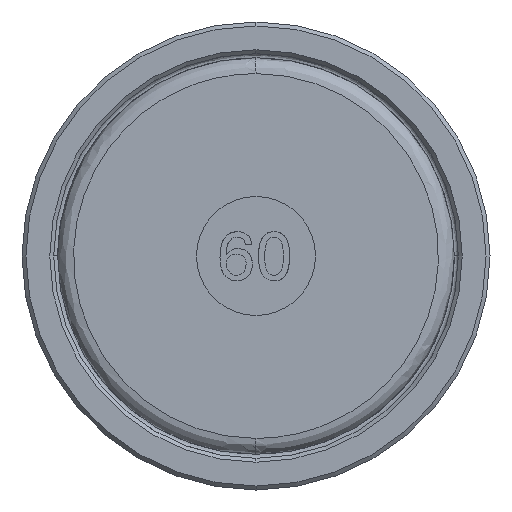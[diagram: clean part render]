
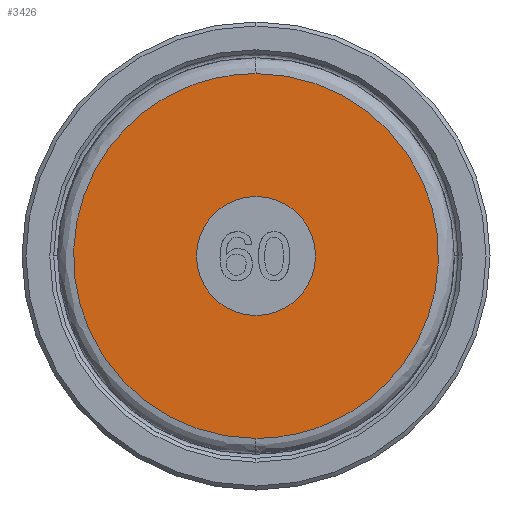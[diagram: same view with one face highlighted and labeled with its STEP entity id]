
A CAD part, front view. The second image highlights one B-rep face of the part: STEP entity #3426.
In plain terms, the highlighted planar face has unit normal (0, -1, 0).
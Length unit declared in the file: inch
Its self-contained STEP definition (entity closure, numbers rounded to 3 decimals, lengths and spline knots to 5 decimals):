
#162 = CARTESIAN_POINT ( 'NONE',  ( 1.62311, 0.32126, 1.71118 ) ) ;
#434 = EDGE_CURVE ( 'NONE', #4899, #6872, #5346, .T. ) ;
#961 = CARTESIAN_POINT ( 'NONE',  ( 1.62311, 0.32126, 0.80567 ) ) ;
#1020 = EDGE_CURVE ( 'NONE', #2803, #6563, #3496, .T. ) ;
#1081 = CARTESIAN_POINT ( 'NONE',  ( 1.62311, 0.32126, 2.61669 ) ) ;
#1128 = DIRECTION ( 'NONE',  ( 0., 1., 0. ) ) ;
#1620 = CARTESIAN_POINT ( 'NONE',  ( 1.62311, 0.32126, 2.61669 ) ) ;
#1672 = DIRECTION ( 'NONE',  ( 0., 0., -1. ) ) ;
#2001 = CARTESIAN_POINT ( 'NONE',  ( 1.62311, 0.32126, 2.00646 ) ) ;
#2292 = PLANE ( 'NONE',  #6145 ) ;
#2401 = CARTESIAN_POINT ( 'NONE',  ( 1.62311, 0.32126, 1.41591 ) ) ;
#2495 = ORIENTED_EDGE ( 'NONE', *, *, #7718, .F. ) ;
#2703 = ORIENTED_EDGE ( 'NONE', *, *, #434, .T. ) ;
#2729 = FACE_BOUND ( 'NONE', #5000, .T. ) ;
#2803 = VERTEX_POINT ( 'NONE', #7529 ) ;
#2945 = CARTESIAN_POINT ( 'NONE',  ( 1.62311, 0.32126, 0.80567 ) ) ;
#3426 = ADVANCED_FACE ( 'NONE', ( #2729, #4413 ), #2292, .T. ) ;
#3496 =( BOUNDED_CURVE ( )  B_SPLINE_CURVE ( 3, ( #961, #5392, #5422, #1620 ),
 .UNSPECIFIED., .F., .F. ) 
 B_SPLINE_CURVE_WITH_KNOTS ( ( 4, 4 ),
 ( 0., 1. ),
 .UNSPECIFIED. ) 
 CURVE ( )  GEOMETRIC_REPRESENTATION_ITEM ( )  RATIONAL_B_SPLINE_CURVE ( ( 1., 0.333, 0.333, 1. ) ) 
 REPRESENTATION_ITEM ( '' )  );
#3599 = ORIENTED_EDGE ( 'NONE', *, *, #1020, .F. ) ;
#3842 = ORIENTED_EDGE ( 'NONE', *, *, #7886, .T. ) ;
#3977 = DIRECTION ( 'NONE',  ( 0., 1., 0. ) ) ;
#4193 = CARTESIAN_POINT ( 'NONE',  ( 1.91838, 0.32126, 1.71118 ) ) ;
#4413 = FACE_OUTER_BOUND ( 'NONE', #7140, .T. ) ;
#4899 = VERTEX_POINT ( 'NONE', #2401 ) ;
#4957 = CARTESIAN_POINT ( 'NONE',  ( 1.62311, 0.32126, 1.71118 ) ) ;
#5000 = EDGE_LOOP ( 'NONE', ( #2703, #3842 ) ) ;
#5087 = AXIS2_PLACEMENT_3D ( 'NONE', #4957, #1128, #5587 ) ;
#5346 = CIRCLE ( 'NONE', #7970, 0.29528 ) ;
#5392 = CARTESIAN_POINT ( 'NONE',  ( -0.18792, 0.32126, 0.80567 ) ) ;
#5422 = CARTESIAN_POINT ( 'NONE',  ( -0.18792, 0.32126, 2.61669 ) ) ;
#5467 = CARTESIAN_POINT ( 'NONE',  ( 1.62311, 0.32126, 2.61669 ) ) ;
#5479 = DIRECTION ( 'NONE',  ( 0., -1., 0. ) ) ;
#5587 = DIRECTION ( 'NONE',  ( 0., 0., -1. ) ) ;
#6145 = AXIS2_PLACEMENT_3D ( 'NONE', #4193, #5479, #1672 ) ;
#6563 = VERTEX_POINT ( 'NONE', #1081 ) ;
#6723 = CARTESIAN_POINT ( 'NONE',  ( 3.43413, 0.32126, 2.61669 ) ) ;
#6755 = CARTESIAN_POINT ( 'NONE',  ( 3.43413, 0.32126, 0.80567 ) ) ;
#6872 = VERTEX_POINT ( 'NONE', #2001 ) ;
#7140 = EDGE_LOOP ( 'NONE', ( #2495, #3599 ) ) ;
#7240 = CIRCLE ( 'NONE', #5087, 0.29528 ) ;
#7529 = CARTESIAN_POINT ( 'NONE',  ( 1.62311, 0.32126, 0.80567 ) ) ;
#7718 = EDGE_CURVE ( 'NONE', #6563, #2803, #8250, .T. ) ;
#7812 = DIRECTION ( 'NONE',  ( 0., 0., -1. ) ) ;
#7886 = EDGE_CURVE ( 'NONE', #6872, #4899, #7240, .T. ) ;
#7970 = AXIS2_PLACEMENT_3D ( 'NONE', #162, #3977, #7812 ) ;
#8250 =( BOUNDED_CURVE ( )  B_SPLINE_CURVE ( 3, ( #5467, #6723, #6755, #2945 ),
 .UNSPECIFIED., .F., .F. ) 
 B_SPLINE_CURVE_WITH_KNOTS ( ( 4, 4 ),
 ( 0., 1. ),
 .UNSPECIFIED. ) 
 CURVE ( )  GEOMETRIC_REPRESENTATION_ITEM ( )  RATIONAL_B_SPLINE_CURVE ( ( 1., 0.333, 0.333, 1. ) ) 
 REPRESENTATION_ITEM ( '' )  );
